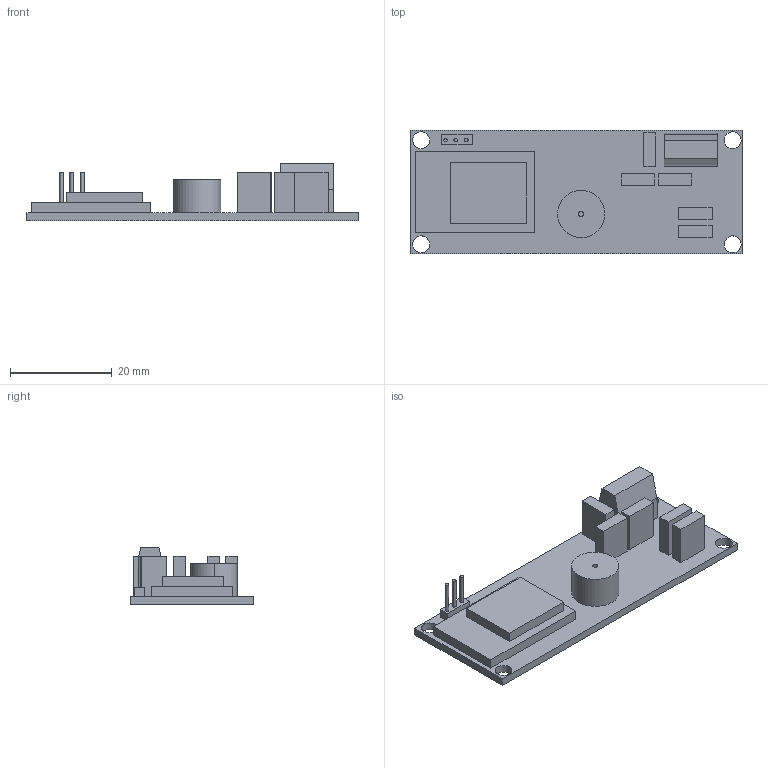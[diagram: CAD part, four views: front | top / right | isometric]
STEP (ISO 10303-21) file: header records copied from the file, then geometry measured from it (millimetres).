
FILE_DESCRIPTION(/* description */ (''),/* implementation_level */ '2;1');
FILE_NAME(/* name */ 'eggtimer quantum',/* time_stamp */ '2021-08-29T14:37:20-07:00',/* author */ (''),/* organization */ (''),/* preprocessor_version */ 'ST-DEVELOPER v16.5',/* originating_system */ '',/* authorisation */ '');
FILE_SCHEMA (('CONFIG_CONTROL_DESIGN'));
Length unit declared in the file: millimetre
Products named in the file (1): Document
Bounding box: 65.35 x 24.39 x 11.41 mm (x, y, z)
Volume: 5259.3 mm3; surface area: 5010.4 mm2
Topology: 1 solids, 1 shells, 76 faces, 187 edges, 127 vertices
Faces by surface type: plane 58, cylinder 18
Entity records: 2105 total; most frequent: CARTESIAN_POINT 718, ORIENTED_EDGE 360, EDGE_CURVE 180, B_SPLINE_CURVE_WITH_KNOTS 129, VERTEX_POINT 120, EDGE_LOOP 98, DIRECTION 82, AXIS2_PLACEMENT_3D 79
